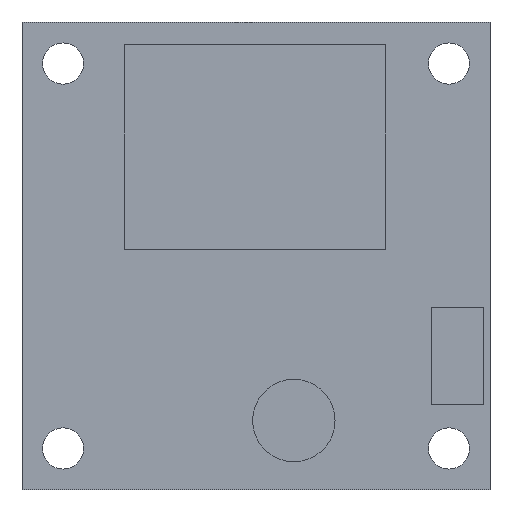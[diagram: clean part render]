
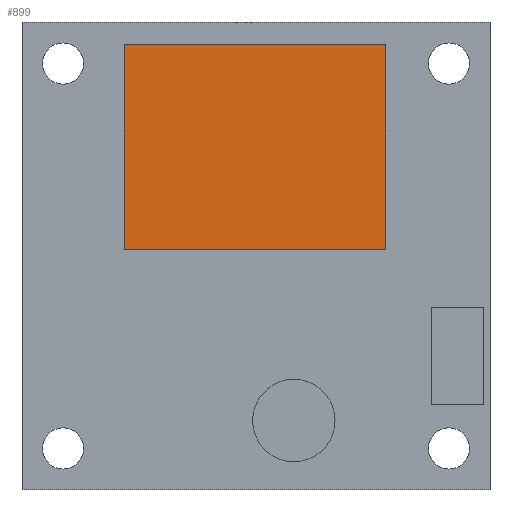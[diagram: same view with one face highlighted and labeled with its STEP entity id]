
A CAD part, front view. The second image highlights one B-rep face of the part: STEP entity #899.
In plain terms, the highlighted planar face has unit normal (0, -1, 0).
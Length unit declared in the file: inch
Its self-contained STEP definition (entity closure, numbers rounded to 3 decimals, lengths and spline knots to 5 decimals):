
#1 = DIRECTION ( 'NONE',  ( 0., 0., -1. ) ) ;
#8 = DIRECTION ( 'NONE',  ( 0., -1., 0. ) ) ;
#77 = ORIENTED_EDGE ( 'NONE', *, *, #1720, .T. ) ;
#90 = CARTESIAN_POINT ( 'NONE',  ( 1.174, -0.0955, -0.0715 ) ) ;
#191 = DIRECTION ( 'NONE',  ( 1., 0., 0. ) ) ;
#264 = EDGE_CURVE ( 'NONE', #1712, #1416, #1533, .T. ) ;
#312 = CARTESIAN_POINT ( 'NONE',  ( 0.33, -0.0955, -0.0715 ) ) ;
#321 = LINE ( 'NONE', #584, #593 ) ;
#325 = CARTESIAN_POINT ( 'NONE',  ( 1.174, -0.0955, -0.7325 ) ) ;
#402 = DIRECTION ( 'NONE',  ( 0., 0., -1. ) ) ;
#417 = ORIENTED_EDGE ( 'NONE', *, *, #1702, .T. ) ;
#584 = CARTESIAN_POINT ( 'NONE',  ( 0.33, -0.0955, -0.7325 ) ) ;
#591 = EDGE_CURVE ( 'NONE', #1717, #1610, #1686, .T. ) ;
#593 = VECTOR ( 'NONE', #191, 39.37008 ) ;
#667 = PLANE ( 'NONE',  #1300 ) ;
#799 = ORIENTED_EDGE ( 'NONE', *, *, #591, .T. ) ;
#899 = ADVANCED_FACE ( 'NONE', ( #1049 ), #667, .T. ) ;
#962 = VECTOR ( 'NONE', #989, 39.37008 ) ;
#989 = DIRECTION ( 'NONE',  ( 0., 0., 1. ) ) ;
#990 = DIRECTION ( 'NONE',  ( -1., 0., 0. ) ) ;
#1038 = ORIENTED_EDGE ( 'NONE', *, *, #264, .T. ) ;
#1049 = FACE_OUTER_BOUND ( 'NONE', #1294, .T. ) ;
#1075 = CARTESIAN_POINT ( 'NONE',  ( 0., -0.0955, 0. ) ) ;
#1107 = CARTESIAN_POINT ( 'NONE',  ( 0.33, -0.0955, -0.0715 ) ) ;
#1188 = CARTESIAN_POINT ( 'NONE',  ( 0.33, -0.0955, -0.7325 ) ) ;
#1289 = LINE ( 'NONE', #312, #1537 ) ;
#1294 = EDGE_LOOP ( 'NONE', ( #1038, #77, #799, #417 ) ) ;
#1300 = AXIS2_PLACEMENT_3D ( 'NONE', #1075, #8, #402 ) ;
#1334 = CARTESIAN_POINT ( 'NONE',  ( 0.33, -0.0955, -0.0715 ) ) ;
#1371 = CARTESIAN_POINT ( 'NONE',  ( 1.174, -0.0955, -0.0715 ) ) ;
#1416 = VERTEX_POINT ( 'NONE', #1188 ) ;
#1533 = LINE ( 'NONE', #1334, #1687 ) ;
#1537 = VECTOR ( 'NONE', #990, 39.37008 ) ;
#1610 = VERTEX_POINT ( 'NONE', #90 ) ;
#1686 = LINE ( 'NONE', #1371, #962 ) ;
#1687 = VECTOR ( 'NONE', #1, 39.37008 ) ;
#1702 = EDGE_CURVE ( 'NONE', #1610, #1712, #1289, .T. ) ;
#1712 = VERTEX_POINT ( 'NONE', #1107 ) ;
#1717 = VERTEX_POINT ( 'NONE', #325 ) ;
#1720 = EDGE_CURVE ( 'NONE', #1416, #1717, #321, .T. ) ;
